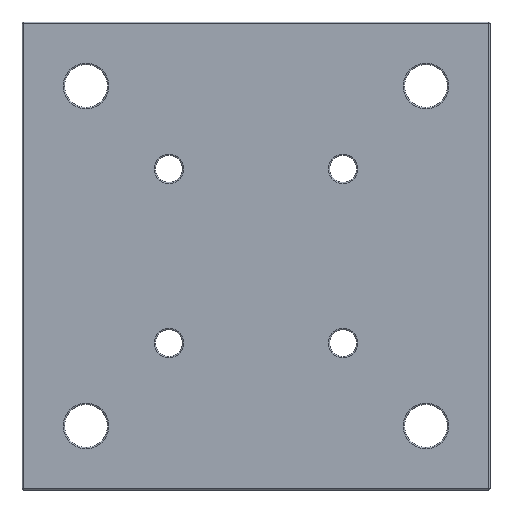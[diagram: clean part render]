
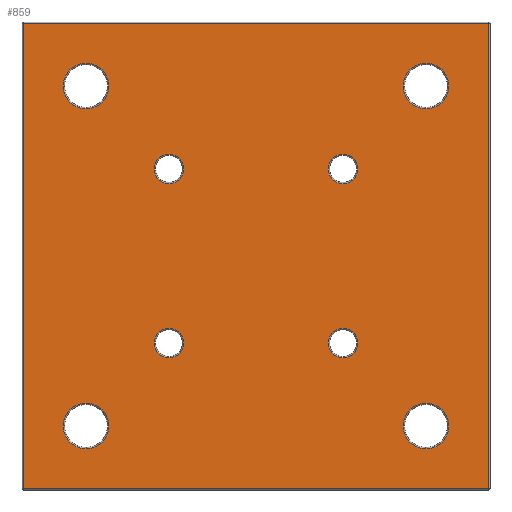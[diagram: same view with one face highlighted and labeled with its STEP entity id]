
A CAD part, front view. The second image highlights one B-rep face of the part: STEP entity #859.
In plain terms, the highlighted planar face has unit normal (0, -1, 0).
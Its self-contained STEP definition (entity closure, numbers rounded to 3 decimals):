
#9 = EDGE_CURVE ( 'NONE', #1184, #1184, #1347, .T. ) ;
#11 = CIRCLE ( 'NONE', #904, 6. ) ;
#33 = ORIENTED_EDGE ( 'NONE', *, *, #484, .T. ) ;
#70 = DIRECTION ( 'NONE',  ( 0., 1., 0. ) ) ;
#86 = CARTESIAN_POINT ( 'NONE',  ( 130.355, 0., -65.645 ) ) ;
#97 = ORIENTED_EDGE ( 'NONE', *, *, #428, .T. ) ;
#98 = FACE_BOUND ( 'NONE', #356, .T. ) ;
#111 = DIRECTION ( 'NONE',  ( 0., 0., -1. ) ) ;
#139 = EDGE_LOOP ( 'NONE', ( #187 ) ) ;
#146 = EDGE_LOOP ( 'NONE', ( #269 ) ) ;
#149 = ORIENTED_EDGE ( 'NONE', *, *, #1024, .T. ) ;
#160 = EDGE_CURVE ( 'NONE', #240, #398, #1118, .T. ) ;
#175 = DIRECTION ( 'NONE',  ( 0., -1., 0. ) ) ;
#187 = ORIENTED_EDGE ( 'NONE', *, *, #757, .T. ) ;
#188 = CIRCLE ( 'NONE', #1333, 6. ) ;
#195 = DIRECTION ( 'NONE',  ( -1., 0., 0. ) ) ;
#214 = CARTESIAN_POINT ( 'NONE',  ( 189.5, 0., -0.5 ) ) ;
#222 = CARTESIAN_POINT ( 'NONE',  ( 190., 0., -189.5 ) ) ;
#229 = EDGE_LOOP ( 'NONE', ( #33, #149, #376, #560 ) ) ;
#240 = VERTEX_POINT ( 'NONE', #214 ) ;
#259 = VERTEX_POINT ( 'NONE', #86 ) ;
#269 = ORIENTED_EDGE ( 'NONE', *, *, #9, .T. ) ;
#271 = EDGE_LOOP ( 'NONE', ( #643 ) ) ;
#294 = EDGE_CURVE ( 'NONE', #1356, #1356, #188, .T. ) ;
#299 = DIRECTION ( 'NONE',  ( 0., 1., 0. ) ) ;
#300 = DIRECTION ( 'NONE',  ( 0., 0., -1. ) ) ;
#307 = LINE ( 'NONE', #1099, #1264 ) ;
#317 = EDGE_LOOP ( 'NONE', ( #97 ) ) ;
#328 = ORIENTED_EDGE ( 'NONE', *, *, #294, .T. ) ;
#356 = EDGE_LOOP ( 'NONE', ( #702 ) ) ;
#368 = PLANE ( 'NONE',  #623 ) ;
#376 = ORIENTED_EDGE ( 'NONE', *, *, #1370, .T. ) ;
#398 = VERTEX_POINT ( 'NONE', #468 ) ;
#416 = CARTESIAN_POINT ( 'NONE',  ( 189.5, 0., -189.5 ) ) ;
#428 = EDGE_CURVE ( 'NONE', #1060, #1060, #1530, .T. ) ;
#455 = EDGE_LOOP ( 'NONE', ( #793 ) ) ;
#466 = CARTESIAN_POINT ( 'NONE',  ( 130.355, 0., -130.355 ) ) ;
#468 = CARTESIAN_POINT ( 'NONE',  ( 0.5, 0., -0.5 ) ) ;
#473 = DIRECTION ( 'NONE',  ( 0., 1., 0. ) ) ;
#476 = FACE_BOUND ( 'NONE', #455, .T. ) ;
#480 = ORIENTED_EDGE ( 'NONE', *, *, #1214, .T. ) ;
#484 = EDGE_CURVE ( 'NONE', #398, #767, #1233, .T. ) ;
#490 = CARTESIAN_POINT ( 'NONE',  ( 26., 0., -35.25 ) ) ;
#503 = CARTESIAN_POINT ( 'NONE',  ( 0.5, 0., -190. ) ) ;
#519 = FACE_BOUND ( 'NONE', #271, .T. ) ;
#522 = VERTEX_POINT ( 'NONE', #416 ) ;
#539 = LINE ( 'NONE', #222, #1203 ) ;
#560 = ORIENTED_EDGE ( 'NONE', *, *, #160, .T. ) ;
#565 = FACE_BOUND ( 'NONE', #1044, .T. ) ;
#623 = AXIS2_PLACEMENT_3D ( 'NONE', #1192, #175, #1113 ) ;
#643 = ORIENTED_EDGE ( 'NONE', *, *, #1548, .T. ) ;
#644 = CARTESIAN_POINT ( 'NONE',  ( 164., 0., -173.25 ) ) ;
#658 = CIRCLE ( 'NONE', #1284, 9.25 ) ;
#670 = AXIS2_PLACEMENT_3D ( 'NONE', #886, #893, #909 ) ;
#702 = ORIENTED_EDGE ( 'NONE', *, *, #1255, .T. ) ;
#704 = CARTESIAN_POINT ( 'NONE',  ( 26., 0., -164. ) ) ;
#733 = CARTESIAN_POINT ( 'NONE',  ( 59.645, 0., -59.645 ) ) ;
#739 = AXIS2_PLACEMENT_3D ( 'NONE', #733, #1382, #829 ) ;
#757 = EDGE_CURVE ( 'NONE', #1526, #1526, #658, .T. ) ;
#767 = VERTEX_POINT ( 'NONE', #1306 ) ;
#782 = VERTEX_POINT ( 'NONE', #490 ) ;
#793 = ORIENTED_EDGE ( 'NONE', *, *, #901, .T. ) ;
#829 = DIRECTION ( 'NONE',  ( 0., 0., -1. ) ) ;
#859 = ADVANCED_FACE ( 'NONE', ( #565, #861, #1461, #519, #1428, #476, #98, #1396, #1122 ), #368, .T. ) ;
#861 = FACE_BOUND ( 'NONE', #139, .T. ) ;
#870 = CARTESIAN_POINT ( 'NONE',  ( 164., 0., -164. ) ) ;
#880 = VERTEX_POINT ( 'NONE', #1550 ) ;
#881 = DIRECTION ( 'NONE',  ( 0., 1., 0. ) ) ;
#885 = DIRECTION ( 'NONE',  ( 0., 0., -1. ) ) ;
#886 = CARTESIAN_POINT ( 'NONE',  ( 26., 0., -26. ) ) ;
#893 = DIRECTION ( 'NONE',  ( 0., 1., 0. ) ) ;
#901 = EDGE_CURVE ( 'NONE', #259, #259, #11, .T. ) ;
#904 = AXIS2_PLACEMENT_3D ( 'NONE', #1337, #299, #1140 ) ;
#909 = DIRECTION ( 'NONE',  ( 0., 0., -1. ) ) ;
#923 = AXIS2_PLACEMENT_3D ( 'NONE', #466, #473, #925 ) ;
#925 = DIRECTION ( 'NONE',  ( 0., 0., -1. ) ) ;
#935 = CIRCLE ( 'NONE', #923, 6. ) ;
#993 = EDGE_LOOP ( 'NONE', ( #480 ) ) ;
#1024 = EDGE_CURVE ( 'NONE', #767, #522, #539, .T. ) ;
#1033 = CARTESIAN_POINT ( 'NONE',  ( 59.645, 0., -130.355 ) ) ;
#1044 = EDGE_LOOP ( 'NONE', ( #328 ) ) ;
#1060 = VERTEX_POINT ( 'NONE', #1263 ) ;
#1063 = CARTESIAN_POINT ( 'NONE',  ( 59.645, 0., -136.355 ) ) ;
#1087 = AXIS2_PLACEMENT_3D ( 'NONE', #870, #881, #885 ) ;
#1099 = CARTESIAN_POINT ( 'NONE',  ( 189.5, 0., 0. ) ) ;
#1105 = AXIS2_PLACEMENT_3D ( 'NONE', #1384, #1156, #300 ) ;
#1113 = DIRECTION ( 'NONE',  ( 0., 0., -1. ) ) ;
#1118 = LINE ( 'NONE', #1353, #1573 ) ;
#1122 = FACE_OUTER_BOUND ( 'NONE', #229, .T. ) ;
#1130 = CARTESIAN_POINT ( 'NONE',  ( 26., 0., -173.25 ) ) ;
#1140 = DIRECTION ( 'NONE',  ( 0., 0., -1. ) ) ;
#1156 = DIRECTION ( 'NONE',  ( 0., 1., 0. ) ) ;
#1159 = DIRECTION ( 'NONE',  ( 1., 0., 0. ) ) ;
#1168 = VERTEX_POINT ( 'NONE', #1355 ) ;
#1171 = DIRECTION ( 'NONE',  ( 0., 1., 0. ) ) ;
#1184 = VERTEX_POINT ( 'NONE', #644 ) ;
#1192 = CARTESIAN_POINT ( 'NONE',  ( 0., 0., -190. ) ) ;
#1203 = VECTOR ( 'NONE', #1159, 1000. ) ;
#1205 = VECTOR ( 'NONE', #111, 1000. ) ;
#1214 = EDGE_CURVE ( 'NONE', #1168, #1168, #1218, .T. ) ;
#1218 = CIRCLE ( 'NONE', #739, 6. ) ;
#1233 = LINE ( 'NONE', #503, #1205 ) ;
#1255 = EDGE_CURVE ( 'NONE', #880, #880, #935, .T. ) ;
#1263 = CARTESIAN_POINT ( 'NONE',  ( 164., 0., -35.25 ) ) ;
#1264 = VECTOR ( 'NONE', #1533, 1000. ) ;
#1284 = AXIS2_PLACEMENT_3D ( 'NONE', #704, #1171, #1531 ) ;
#1306 = CARTESIAN_POINT ( 'NONE',  ( 0.5, 0., -189.5 ) ) ;
#1333 = AXIS2_PLACEMENT_3D ( 'NONE', #1033, #70, #1351 ) ;
#1337 = CARTESIAN_POINT ( 'NONE',  ( 130.355, 0., -59.645 ) ) ;
#1347 = CIRCLE ( 'NONE', #1087, 9.25 ) ;
#1351 = DIRECTION ( 'NONE',  ( 0., 0., -1. ) ) ;
#1353 = CARTESIAN_POINT ( 'NONE',  ( 0., 0., -0.5 ) ) ;
#1355 = CARTESIAN_POINT ( 'NONE',  ( 59.645, 0., -65.645 ) ) ;
#1356 = VERTEX_POINT ( 'NONE', #1063 ) ;
#1370 = EDGE_CURVE ( 'NONE', #522, #240, #307, .T. ) ;
#1382 = DIRECTION ( 'NONE',  ( 0., 1., 0. ) ) ;
#1384 = CARTESIAN_POINT ( 'NONE',  ( 164., 0., -26. ) ) ;
#1396 = FACE_BOUND ( 'NONE', #146, .T. ) ;
#1428 = FACE_BOUND ( 'NONE', #317, .T. ) ;
#1461 = FACE_BOUND ( 'NONE', #993, .T. ) ;
#1487 = CIRCLE ( 'NONE', #670, 9.25 ) ;
#1526 = VERTEX_POINT ( 'NONE', #1130 ) ;
#1530 = CIRCLE ( 'NONE', #1105, 9.25 ) ;
#1531 = DIRECTION ( 'NONE',  ( 0., 0., -1. ) ) ;
#1533 = DIRECTION ( 'NONE',  ( 0., 0., 1. ) ) ;
#1548 = EDGE_CURVE ( 'NONE', #782, #782, #1487, .T. ) ;
#1550 = CARTESIAN_POINT ( 'NONE',  ( 130.355, 0., -136.355 ) ) ;
#1573 = VECTOR ( 'NONE', #195, 1000. ) ;
